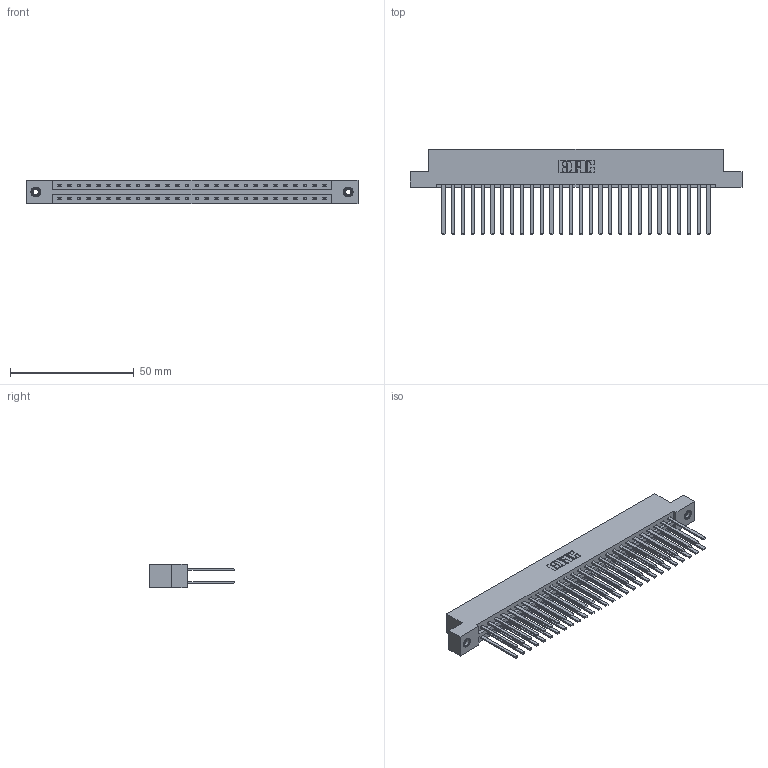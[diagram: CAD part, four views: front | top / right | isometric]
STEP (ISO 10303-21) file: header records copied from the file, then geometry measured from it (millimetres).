
FILE_DESCRIPTION (( 'STEP AP203' ), '1' );
FILE_NAME ('337-056-544-208.STEP', '2018-08-10T03:21:47', ( '' ), ( '' ), 'SwSTEP 2.0', 'SolidWorks 2016', '' );
FILE_SCHEMA (( 'CONFIG_CONTROL_DESIGN' ));
Length unit declared in the file: inch
Products named in the file (4): 345-292-001_345-293-144; 345-250-001_345-250-003-102; 337-056-544-208; 337 Part_Flush Mounting Lugs - 0.156 Dia-TI
Assembly tree (59 placements, depth 2):
  337-056-544-208
    337 Part_Flush Mounting Lugs - 0.156 Dia-TI
    345-292-001_345-293-144  x56
    345-250-001_345-250-003-102  x2
Bounding box: 133.96 x 34.3 x 9.4 mm (x, y, z)
Volume: 14709.9 mm3; surface area: 19081.9 mm2
Topology: 59 solids, 59 shells, 2862 faces, 8455 edges, 5554 vertices
Faces by surface type: plane 2006, cylinder 840, cone 12, torus 4
Entity records: 24522 total; most frequent: CARTESIAN_POINT 4121, ORIENTED_EDGE 4050, DIRECTION 3559, EDGE_CURVE 2025, VECTOR 1881, LINE 1881, VERTEX_POINT 1344, AXIS2_PLACEMENT_3D 839
